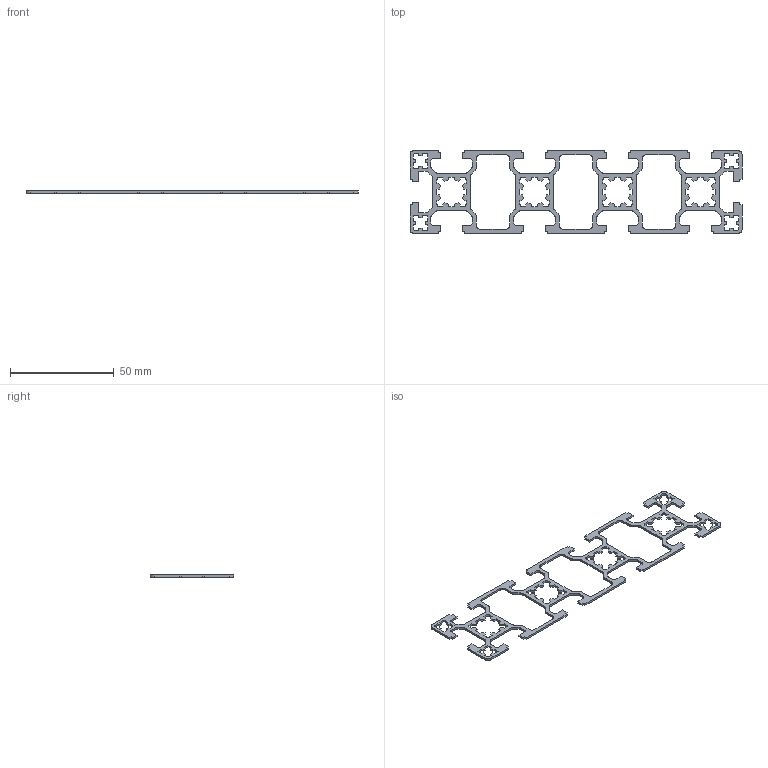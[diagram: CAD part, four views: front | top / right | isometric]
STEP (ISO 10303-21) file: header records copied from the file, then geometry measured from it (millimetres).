
FILE_DESCRIPTION(/* description */ ('Profilo 40x160 base'),/* implementation_level */ '2;1');
FILE_NAME(/* name */ 'PG40160.stp',/* time_stamp */ '2021-02-19T16:22:27+01:00',/* author */ ('omnitec'),/* organization */ (''),/* preprocessor_version */ 'ST-DEVELOPER v18.1',/* originating_system */ 'Autodesk Inventor 2021',/* authorisation */ '');
FILE_SCHEMA (('AUTOMOTIVE_DESIGN { 1 0 10303 214 3 1 1 }'));
Length unit declared in the file: millimetre
Products named in the file (1): PG40160---1,0
Bounding box: 160 x 40 x 1 mm (x, y, z)
Volume: 1770.5 mm3; surface area: 5067.3 mm2
Topology: 1 solids, 1 shells, 558 faces, 1668 edges, 1112 vertices
Faces by surface type: plane 406, cylinder 152
Entity records: 18761 total; most frequent: CARTESIAN_POINT 3339, ORIENTED_EDGE 3336, DIRECTION 3090, EDGE_CURVE 1668, LINE 1364, VECTOR 1364, VERTEX_POINT 1112, AXIS2_PLACEMENT_3D 863
